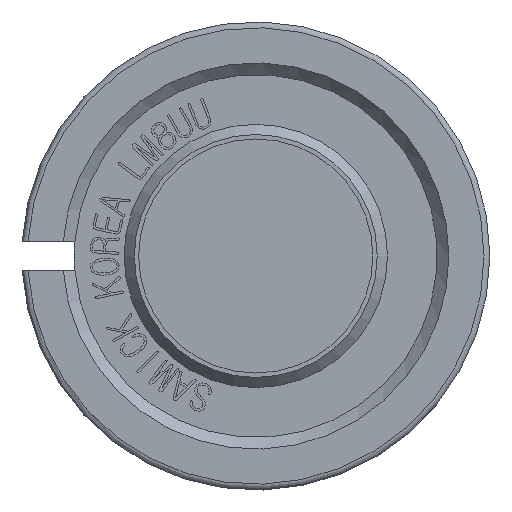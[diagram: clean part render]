
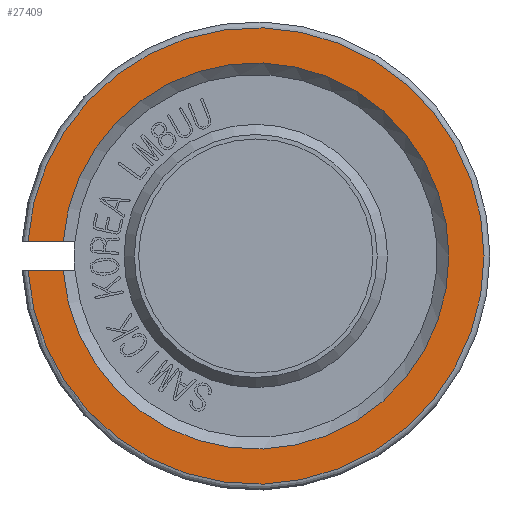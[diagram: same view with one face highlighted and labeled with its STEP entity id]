
A CAD part, front view. The second image highlights one B-rep face of the part: STEP entity #27409.
In plain terms, the highlighted planar face has unit normal (0, -1, 0).
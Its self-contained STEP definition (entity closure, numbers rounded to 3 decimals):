
#13434=CARTESIAN_POINT('',(-6.581,-12.5,-0.5));
#13435=VERTEX_POINT('',#13434);
#13581=CARTESIAN_POINT('',(-7.784,-12.5,-0.5));
#13582=VERTEX_POINT('',#13581);
#13596=CARTESIAN_POINT('',(-6.581,-12.5,-0.5));
#13597=DIRECTION('',(-1.0,0.0,0.0));
#13598=VECTOR('',#13597,1.203);
#13599=LINE('',#13596,#13598);
#13600=EDGE_CURVE('',#13435,#13582,#13599,.T.);
#13635=CARTESIAN_POINT('',(-6.581,-12.5,0.5));
#13636=VERTEX_POINT('',#13635);
#13652=CARTESIAN_POINT('',(-7.784,-12.5,0.5));
#13653=VERTEX_POINT('',#13652);
#13654=CARTESIAN_POINT('',(-7.784,-12.5,0.5));
#13655=DIRECTION('',(1.0,0.0,0.0));
#13656=VECTOR('',#13655,1.203);
#13657=LINE('',#13654,#13656);
#13658=EDGE_CURVE('',#13653,#13636,#13657,.T.);
#27380=CARTESIAN_POINT('',(0.,-12.5,0.0));
#27381=DIRECTION('',(0.0,-1.0,0.0));
#27382=DIRECTION('',(1.0,0.0,0.0));
#27383=AXIS2_PLACEMENT_3D('',#27380,#27381,#27382);
#27384=CIRCLE('',#27383,7.8);
#27385=EDGE_CURVE('',#13582,#13653,#27384,.T.);
#27392=CARTESIAN_POINT('',(7.2,-12.5,0.0));
#27393=DIRECTION('',(0.0,-1.0,0.0));
#27394=DIRECTION('',(0.0,0.0,-1.0));
#27395=AXIS2_PLACEMENT_3D('',#27392,#27393,#27394);
#27396=PLANE('',#27395);
#27397=ORIENTED_EDGE('',*,*,#13658,.T.);
#27398=CARTESIAN_POINT('',(0.,-12.5,0.0));
#27399=DIRECTION('',(0.0,-1.0,0.0));
#27400=DIRECTION('',(1.0,0.0,0.0));
#27401=AXIS2_PLACEMENT_3D('',#27398,#27399,#27400);
#27402=CIRCLE('',#27401,6.6);
#27403=EDGE_CURVE('',#13435,#13636,#27402,.T.);
#27404=ORIENTED_EDGE('',*,*,#27403,.F.);
#27405=ORIENTED_EDGE('',*,*,#13600,.T.);
#27406=ORIENTED_EDGE('',*,*,#27385,.T.);
#27407=EDGE_LOOP('',(#27397,#27404,#27405,#27406));
#27408=FACE_OUTER_BOUND('',#27407,.T.);
#27409=ADVANCED_FACE('',(#27408),#27396,.T.);
